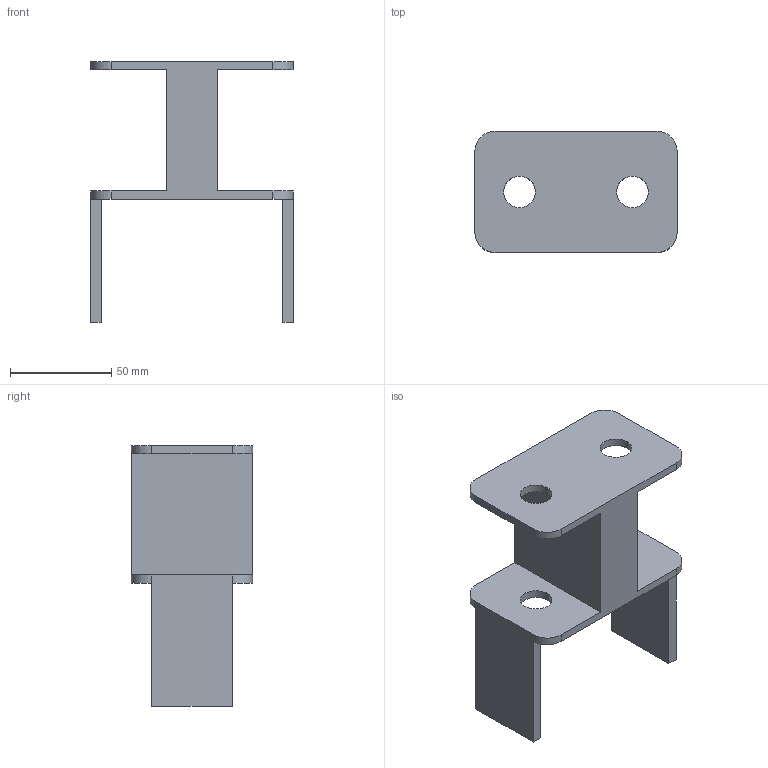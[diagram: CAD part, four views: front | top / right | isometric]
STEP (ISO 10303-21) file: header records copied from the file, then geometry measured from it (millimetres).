
FILE_DESCRIPTION (( 'STEP AP203' ), '1' );
FILE_NAME ('1_项 箪铍鬣龛㥮sldprt.STEP', '2023-12-30T11:56:15', ( '' ), ( '' ), 'SwSTEP 2.0', 'SolidWorks 2022', '' );
FILE_SCHEMA (( 'CONFIG_CONTROL_DESIGN' ));
Length unit declared in the file: millimetre
Products named in the file (1): 1_По умолчанию_sldprt
Bounding box: 100 x 60 x 129 mm (x, y, z)
Volume: 160057.9 mm3; surface area: 43517.1 mm2
Topology: 1 solids, 1 shells, 38 faces, 104 edges, 68 vertices
Faces by surface type: plane 22, cylinder 16
Entity records: 1301 total; most frequent: DIRECTION 214, CARTESIAN_POINT 211, ORIENTED_EDGE 208, EDGE_CURVE 104, LINE 72, VECTOR 72, AXIS2_PLACEMENT_3D 71, VERTEX_POINT 68
